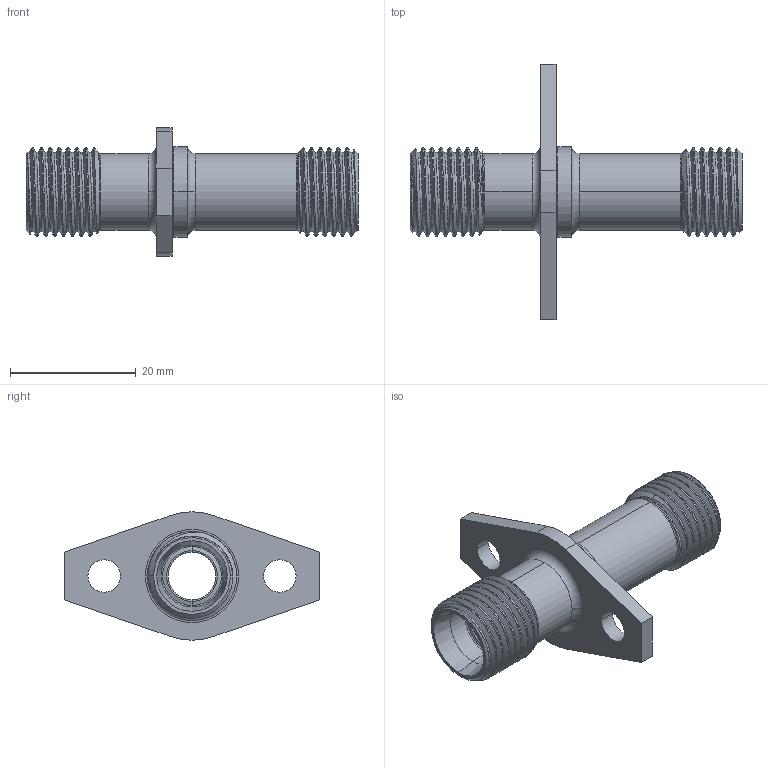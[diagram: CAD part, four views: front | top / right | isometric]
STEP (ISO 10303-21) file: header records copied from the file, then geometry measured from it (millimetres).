
FILE_DESCRIPTION (( 'STEP AP214' ), '1' );
FILE_NAME ('NSA855111.STEP', '2022-11-10T13:39:12', ( 'administrateur' ), ( 'LISI AEROSPACE' ), 'SwSTEP 2.0', 'SolidWorks 2022', '' );
FILE_SCHEMA (( 'AUTOMOTIVE_DESIGN' ));
Length unit declared in the file: millimetre
Products named in the file (1): NSA855111
Bounding box: 52.73 x 40.6 x 20.4 mm (x, y, z)
Volume: 5004.1 mm3; surface area: 5156.8 mm2
Topology: 1 solids, 1 shells, 97 faces, 247 edges, 154 vertices
Faces by surface type: cylinder 45, cone 18, torus 18, plane 10, bspline 6
Entity records: 5821 total; most frequent: CARTESIAN_POINT 3615, ORIENTED_EDGE 494, DIRECTION 431, EDGE_CURVE 247, AXIS2_PLACEMENT_3D 176, VERTEX_POINT 154, EDGE_LOOP 105, FACE_OUTER_BOUND 97
